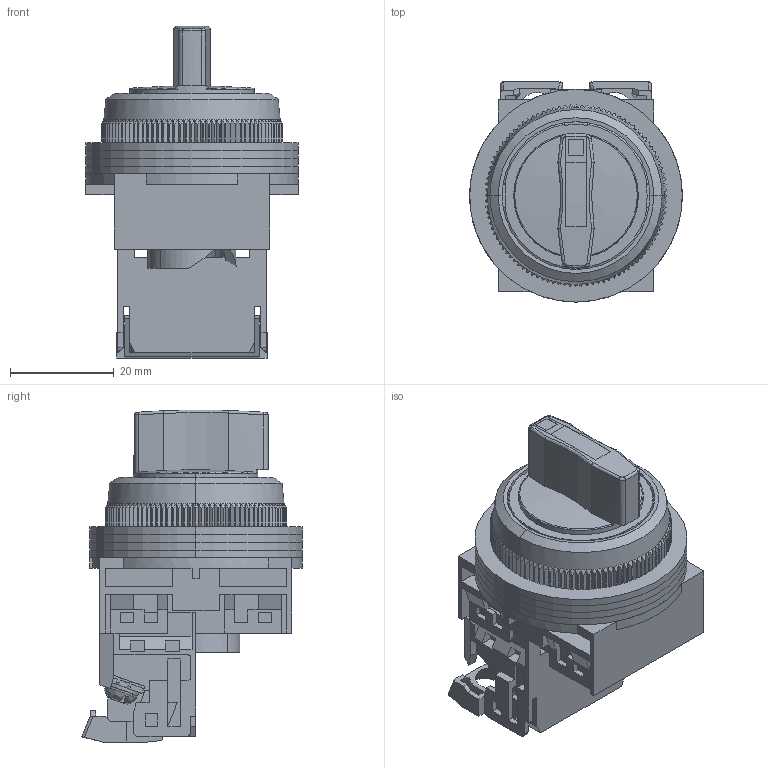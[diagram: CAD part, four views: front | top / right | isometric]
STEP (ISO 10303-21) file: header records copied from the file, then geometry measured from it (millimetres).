
FILE_DESCRIPTION (( 'STEP AP214' ), '1' );
FILE_NAME ('AR30PR-010BZC.step', '2018-02-13T19:31:42', ( '' ), ( '' ), 'SwSTEP 2.0', 'SolidWorks 2017', '' );
FILE_SCHEMA (( 'AUTOMOTIVE_DESIGN' ));
Length unit declared in the file: inch
Products named in the file (1): AR30PR-010BZC
Bounding box: 41 x 42.5 x 64 mm (x, y, z)
Volume: 30180.3 mm3; surface area: 34269.6 mm2
Topology: 18 solids, 18 shells, 1327 faces, 3628 edges, 2328 vertices
Faces by surface type: plane 832, cylinder 283, cone 180, bspline 32
Entity records: 61011 total; most frequent: CARTESIAN_POINT 10670, ORIENTED_EDGE 7256, DIRECTION 6335, EDGE_CURVE 3628, VERTEX_POINT 2328, VECTOR 2209, LINE 2209, AXIS2_PLACEMENT_3D 2063
